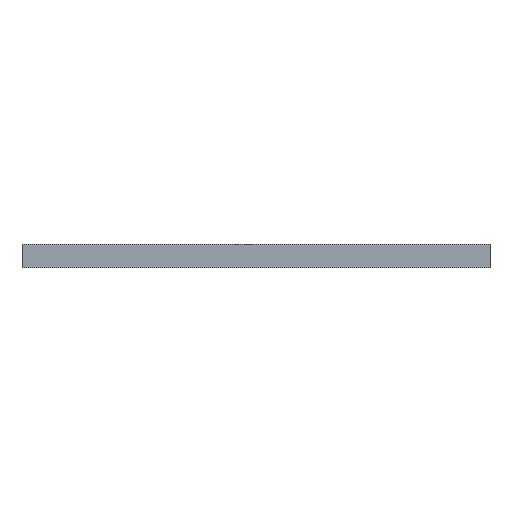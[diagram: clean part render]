
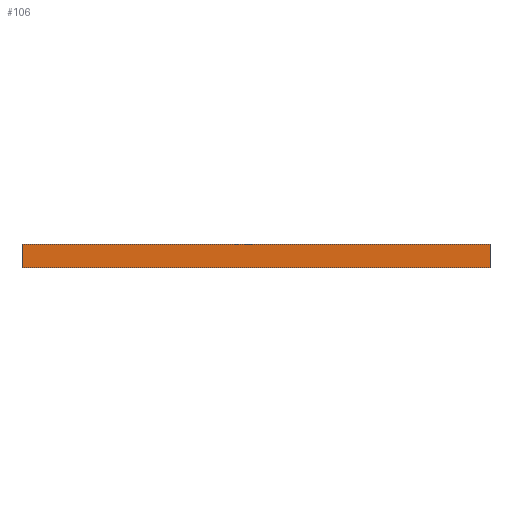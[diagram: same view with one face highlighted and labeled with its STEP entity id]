
A CAD part, front view. The second image highlights one B-rep face of the part: STEP entity #106.
In plain terms, the highlighted planar face has unit normal (0, -1, 0).
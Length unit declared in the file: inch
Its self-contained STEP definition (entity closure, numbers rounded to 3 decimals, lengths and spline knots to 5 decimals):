
#100 = VECTOR ( 'NONE', #252, 39.37008 ) ;
#106 = ADVANCED_FACE ( 'NONE', ( #1815 ), #908, .T. ) ;
#252 = DIRECTION ( 'NONE',  ( 0., 0., 1. ) ) ;
#256 = EDGE_LOOP ( 'NONE', ( #1284, #1790, #732, #1494 ) ) ;
#404 = VERTEX_POINT ( 'NONE', #849 ) ;
#439 = EDGE_CURVE ( 'NONE', #1033, #404, #1231, .T. ) ;
#444 = CARTESIAN_POINT ( 'NONE',  ( -0.59055, -0.59055, 0. ) ) ;
#452 = VECTOR ( 'NONE', #1944, 39.37008 ) ;
#591 = CARTESIAN_POINT ( 'NONE',  ( 0.59055, -0.59055, 0. ) ) ;
#625 = DIRECTION ( 'NONE',  ( 0., -1., 0. ) ) ;
#732 = ORIENTED_EDGE ( 'NONE', *, *, #863, .T. ) ;
#754 = LINE ( 'NONE', #591, #100 ) ;
#849 = CARTESIAN_POINT ( 'NONE',  ( 0.59055, -0.59055, 0.01969 ) ) ;
#863 = EDGE_CURVE ( 'NONE', #1493, #404, #754, .T. ) ;
#908 = PLANE ( 'NONE',  #1727 ) ;
#983 = CARTESIAN_POINT ( 'NONE',  ( -0.59055, -0.59055, 0.01969 ) ) ;
#1005 = DIRECTION ( 'NONE',  ( 1., 0., 0. ) ) ;
#1033 = VERTEX_POINT ( 'NONE', #1895 ) ;
#1120 = LINE ( 'NONE', #444, #1421 ) ;
#1213 = CARTESIAN_POINT ( 'NONE',  ( 0.59055, -0.59055, -0.03937 ) ) ;
#1231 = LINE ( 'NONE', #983, #452 ) ;
#1284 = ORIENTED_EDGE ( 'NONE', *, *, #1809, .F. ) ;
#1421 = VECTOR ( 'NONE', #1864, 39.37008 ) ;
#1439 = CARTESIAN_POINT ( 'NONE',  ( -0.59055, -0.59055, -0.03937 ) ) ;
#1493 = VERTEX_POINT ( 'NONE', #1213 ) ;
#1494 = ORIENTED_EDGE ( 'NONE', *, *, #439, .F. ) ;
#1564 = CARTESIAN_POINT ( 'NONE',  ( -0.59055, -0.59055, 0. ) ) ;
#1589 = VECTOR ( 'NONE', #1005, 39.37008 ) ;
#1606 = CARTESIAN_POINT ( 'NONE',  ( -0.59055, -0.59055, -0.03937 ) ) ;
#1681 = EDGE_CURVE ( 'NONE', #1947, #1493, #1786, .T. ) ;
#1726 = DIRECTION ( 'NONE',  ( 1., 0., 0. ) ) ;
#1727 = AXIS2_PLACEMENT_3D ( 'NONE', #1564, #625, #1726 ) ;
#1786 = LINE ( 'NONE', #1606, #1589 ) ;
#1790 = ORIENTED_EDGE ( 'NONE', *, *, #1681, .T. ) ;
#1809 = EDGE_CURVE ( 'NONE', #1947, #1033, #1120, .T. ) ;
#1815 = FACE_OUTER_BOUND ( 'NONE', #256, .T. ) ;
#1864 = DIRECTION ( 'NONE',  ( 0., 0., 1. ) ) ;
#1895 = CARTESIAN_POINT ( 'NONE',  ( -0.59055, -0.59055, 0.01969 ) ) ;
#1944 = DIRECTION ( 'NONE',  ( 1., 0., 0. ) ) ;
#1947 = VERTEX_POINT ( 'NONE', #1439 ) ;
